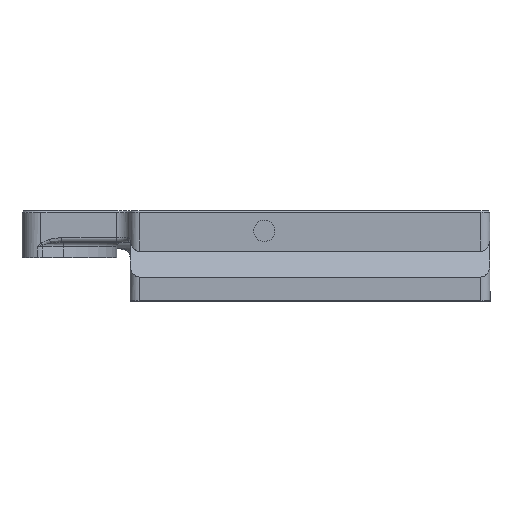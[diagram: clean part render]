
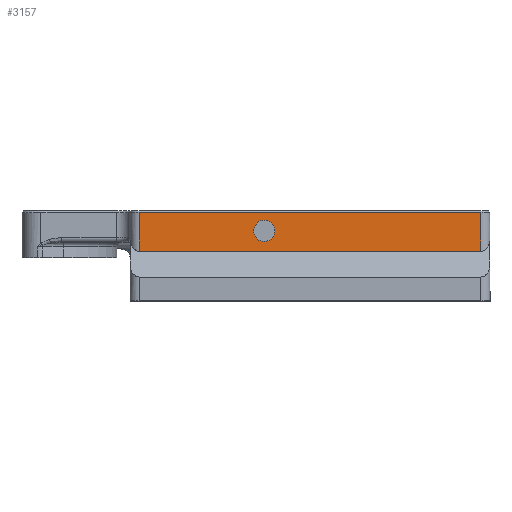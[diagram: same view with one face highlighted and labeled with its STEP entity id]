
A CAD part, top view. The second image highlights one B-rep face of the part: STEP entity #3157.
In plain terms, the highlighted planar face has unit normal (0, 0, 1).
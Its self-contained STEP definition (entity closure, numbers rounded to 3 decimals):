
#45=FACE_BOUND('',#598,.T.);
#155=CIRCLE('',#3463,2.35);
#282=PLANE('',#3466);
#408=FACE_OUTER_BOUND('',#597,.T.);
#597=EDGE_LOOP('',(#2556,#2557,#2558,#2559));
#598=EDGE_LOOP('',(#2560));
#851=LINE('',#5578,#1108);
#853=LINE('',#5582,#1110);
#854=LINE('',#5584,#1111);
#855=LINE('',#5585,#1112);
#1108=VECTOR('',#4177,10.);
#1110=VECTOR('',#4181,10.);
#1111=VECTOR('',#4182,10.);
#1112=VECTOR('',#4183,10.);
#1403=VERTEX_POINT('',#5257);
#1466=VERTEX_POINT('',#5571);
#1468=VERTEX_POINT('',#5576);
#1469=VERTEX_POINT('',#5581);
#1470=VERTEX_POINT('',#5583);
#1865=EDGE_CURVE('',#1466,#1466,#155,.T.);
#1868=EDGE_CURVE('',#1468,#1403,#851,.T.);
#1870=EDGE_CURVE('',#1469,#1468,#853,.T.);
#1871=EDGE_CURVE('',#1469,#1470,#854,.T.);
#1872=EDGE_CURVE('',#1470,#1403,#855,.T.);
#2556=ORIENTED_EDGE('',*,*,#1868,.F.);
#2557=ORIENTED_EDGE('',*,*,#1870,.F.);
#2558=ORIENTED_EDGE('',*,*,#1871,.T.);
#2559=ORIENTED_EDGE('',*,*,#1872,.T.);
#2560=ORIENTED_EDGE('',*,*,#1865,.T.);
#3157=ADVANCED_FACE('',(#408,#45),#282,.T.);
#3463=AXIS2_PLACEMENT_3D('',#5572,#4170,#4171);
#3466=AXIS2_PLACEMENT_3D('',#5580,#4179,#4180);
#4170=DIRECTION('center_axis',(0.,0.,
-1.));
#4171=DIRECTION('ref_axis',(-1.,0.,0.));
#4177=DIRECTION('',(0.,1.,0.));
#4179=DIRECTION('center_axis',(0.,0.,
1.));
#4180=DIRECTION('ref_axis',(0.,1.,0.));
#4181=DIRECTION('',(-1.,0.,0.));
#4182=DIRECTION('',(0.,1.,0.));
#4183=DIRECTION('',(-1.,0.,0.));
#5257=CARTESIAN_POINT('',(14.8,-18.4,120.096));
#5571=CARTESIAN_POINT('',(44.85,-22.5,120.096));
#5572=CARTESIAN_POINT('Origin',(42.5,-22.5,120.096));
#5576=CARTESIAN_POINT('',(14.8,-27.,120.096));
#5578=CARTESIAN_POINT('',(14.8,-22.5,120.096));
#5580=CARTESIAN_POINT('Origin',(67.5,-27.,120.096));
#5581=CARTESIAN_POINT('',(90.5,-27.,120.096));
#5582=CARTESIAN_POINT('',(67.5,-27.,120.096));
#5583=CARTESIAN_POINT('',(90.5,-18.4,120.096));
#5584=CARTESIAN_POINT('',(90.5,-32.5,120.096));
#5585=CARTESIAN_POINT('',(47.25,-18.4,120.096));
